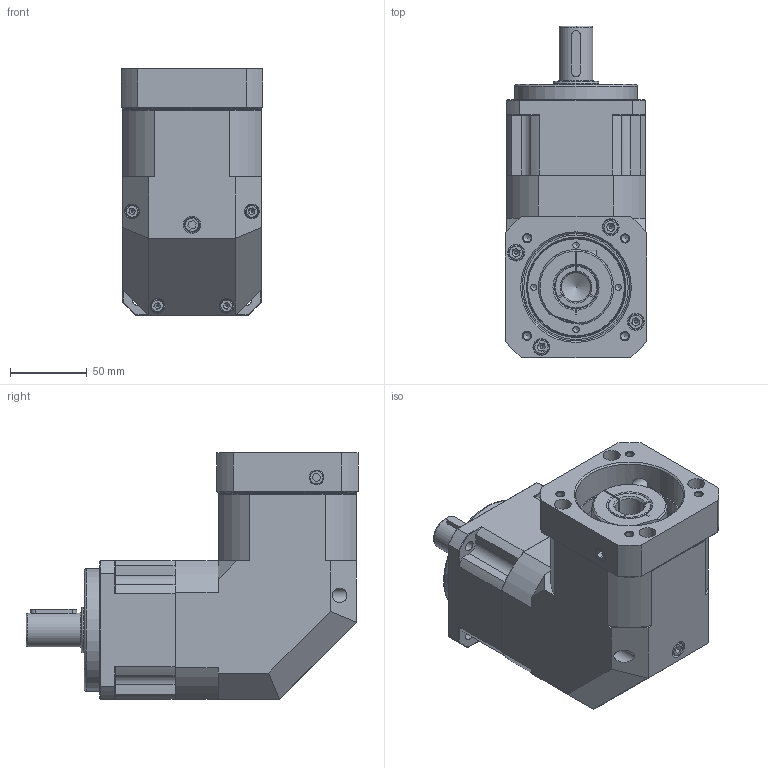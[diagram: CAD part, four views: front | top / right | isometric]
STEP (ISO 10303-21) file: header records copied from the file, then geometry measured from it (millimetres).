
FILE_DESCRIPTION((''),'2;1');
FILE_NAME('KSBL-90-1.stp','2014-03-11T11:21:44',('young'),(''),'Autodesk Inventor 2012','Autodesk Inventor 2012','');
FILE_SCHEMA(('AUTOMOTIVE_DESIGN { 1 0 10303 214 1 1 1 1 }'));
Length unit declared in the file: millimetre
Products named in the file (1): KSBL-90-1
Bounding box: 92 x 216.1 x 160.3 mm (x, y, z)
Volume: 1279838.7 mm3; surface area: 216185.1 mm2
Topology: 22 solids, 22 shells, 674 faces, 1618 edges, 1047 vertices
Faces by surface type: plane 374, cylinder 159, cone 103, torus 20, bspline 18
Full cylindrical faces by diameter (mm): 4 x4, 4.2 x4, 5 x12, 5.1 x1, 5.5 x4, 6 x9, 6.5 x1, 6.8 x9, 8 x1, 8.433 x2, 8.5 x4, 9.5 x7, 10 x5, 11 x4, 17 x1, 19 x1, 22 x1, 28.4 x1, 29.8 x2, 30 x2, 39 x1, 43 x1, 45 x2, 47 x1, 50 x2, 55 x2, 62 x1, 63.92 x18, 65 x2, 68 x1
Entity records: 25006 total; most frequent: CARTESIAN_POINT 10595, DIRECTION 2899, ORIENTED_EDGE 2740, EDGE_CURVE 1370, AXIS2_PLACEMENT_3D 1104, VERTEX_POINT 1000, EDGE_LOOP 942, VECTOR 691
